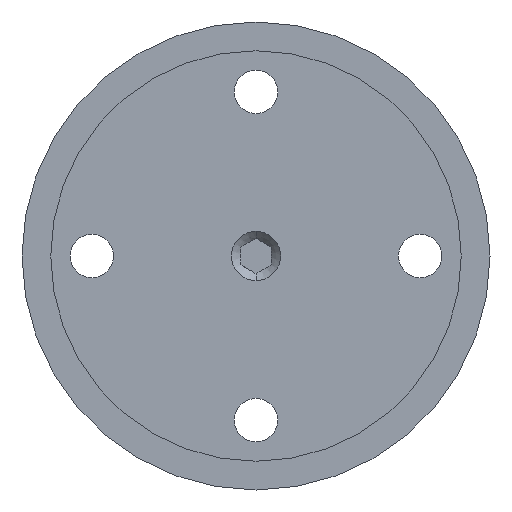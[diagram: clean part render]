
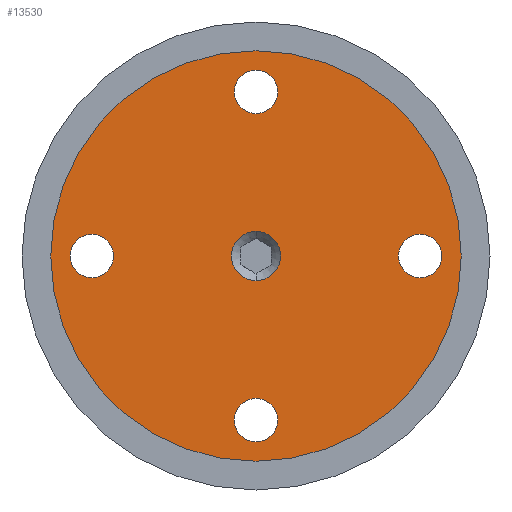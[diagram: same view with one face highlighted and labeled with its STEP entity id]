
A CAD part, front view. The second image highlights one B-rep face of the part: STEP entity #13530.
In plain terms, the highlighted planar face has unit normal (0, -1, 0).
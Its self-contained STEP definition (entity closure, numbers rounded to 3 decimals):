
#324 = ORIENTED_EDGE ( 'NONE', *, *, #13485, .T. ) ;
#327 = ORIENTED_EDGE ( 'NONE', *, *, #13236, .T. ) ;
#603 = ORIENTED_EDGE ( 'NONE', *, *, #13520, .T. ) ;
#608 = ORIENTED_EDGE ( 'NONE', *, *, #13291, .T. ) ;
#610 = ORIENTED_EDGE ( 'NONE', *, *, #13488, .T. ) ;
#611 = ORIENTED_EDGE ( 'NONE', *, *, #13333, .T. ) ;
#613 = EDGE_LOOP ( 'NONE', ( #700, #324 ) ) ;
#619 = ORIENTED_EDGE ( 'NONE', *, *, #13519, .T. ) ;
#621 = ORIENTED_EDGE ( 'NONE', *, *, #13516, .T. ) ;
#625 = ORIENTED_EDGE ( 'NONE', *, *, #13344, .T. ) ;
#700 = ORIENTED_EDGE ( 'NONE', *, *, #13506, .T. ) ;
#714 = EDGE_LOOP ( 'NONE', ( #621, #718 ) ) ;
#716 = ORIENTED_EDGE ( 'NONE', *, *, #13315, .T. ) ;
#718 = ORIENTED_EDGE ( 'NONE', *, *, #13448, .T. ) ;
#1373 = VERTEX_POINT ( 'NONE', #3202 ) ;
#1476 = VERTEX_POINT ( 'NONE', #3266 ) ;
#3042 = EDGE_LOOP ( 'NONE', ( #625, #716 ) ) ;
#3053 = EDGE_LOOP ( 'NONE', ( #603, #610 ) ) ;
#3104 = EDGE_LOOP ( 'NONE', ( #611, #327 ) ) ;
#3202 = CARTESIAN_POINT ( 'NONE',  ( -19.26, -101.557, 26.733 ) ) ;
#3266 = CARTESIAN_POINT ( 'NONE',  ( -19.26, -101.557, 8.508 ) ) ;
#3715 = VERTEX_POINT ( 'NONE', #4402 ) ;
#3727 = VERTEX_POINT ( 'NONE', #4408 ) ;
#3746 = VERTEX_POINT ( 'NONE', #4421 ) ;
#3810 = VERTEX_POINT ( 'NONE', #4457 ) ;
#4026 = VERTEX_POINT ( 'NONE', #4594 ) ;
#4048 = VERTEX_POINT ( 'NONE', #4616 ) ;
#4101 = VERTEX_POINT ( 'NONE', #4669 ) ;
#4103 = VERTEX_POINT ( 'NONE', #4671 ) ;
#4185 = VERTEX_POINT ( 'NONE', #4753 ) ;
#4188 = VERTEX_POINT ( 'NONE', #4756 ) ;
#4402 = CARTESIAN_POINT ( 'NONE',  ( 6.14, -101.557, 1.333 ) ) ;
#4408 = CARTESIAN_POINT ( 'NONE',  ( -44.66, -101.557, 8.064 ) ) ;
#4421 = CARTESIAN_POINT ( 'NONE',  ( -19.26, -101.557, 33.464 ) ) ;
#4457 = CARTESIAN_POINT ( 'NONE',  ( -19.26, -101.557, -27.052 ) ) ;
#4594 = CARTESIAN_POINT ( 'NONE',  ( -19.26, -101.557, 36.448 ) ) ;
#4616 = CARTESIAN_POINT ( 'NONE',  ( -44.66, -101.557, 1.333 ) ) ;
#4669 = CARTESIAN_POINT ( 'NONE',  ( 6.14, -101.557, 8.064 ) ) ;
#4671 = CARTESIAN_POINT ( 'NONE',  ( -19.26, -101.557, -17.336 ) ) ;
#4753 = CARTESIAN_POINT ( 'NONE',  ( -19.26, -101.557, -24.067 ) ) ;
#4756 = CARTESIAN_POINT ( 'NONE',  ( -19.26, -101.557, 0.888 ) ) ;
#8899 = AXIS2_PLACEMENT_3D ( 'NONE', #9718, #9719, #9720 ) ;
#9008 = AXIS2_PLACEMENT_3D ( 'NONE', #9930, #9937, #9938 ) ;
#9130 = AXIS2_PLACEMENT_3D ( 'NONE', #10037, #10038, #10039 ) ;
#9151 = AXIS2_PLACEMENT_3D ( 'NONE', #10147, #10151, #10152 ) ;
#9163 = AXIS2_PLACEMENT_3D ( 'NONE', #10188, #10192, #10193 ) ;
#9303 = AXIS2_PLACEMENT_3D ( 'NONE', #10687, #10691, #10692 ) ;
#9354 = AXIS2_PLACEMENT_3D ( 'NONE', #10971, #10972, #10973 ) ;
#9362 = AXIS2_PLACEMENT_3D ( 'NONE', #10974, #10981, #10982 ) ;
#9381 = AXIS2_PLACEMENT_3D ( 'NONE', #11139, #11140, #11141 ) ;
#9390 = AXIS2_PLACEMENT_3D ( 'NONE', #11197, #11198, #11199 ) ;
#9396 = AXIS2_PLACEMENT_3D ( 'NONE', #11185, #11186, #11187 ) ;
#9398 = AXIS2_PLACEMENT_3D ( 'NONE', #11194, #11195, #11196 ) ;
#9401 = AXIS2_PLACEMENT_3D ( 'NONE', #11239, #11240, #11241 ) ;
#9409 = FACE_BOUND ( 'NONE', #3053, .T. ) ;
#9413 = FACE_BOUND ( 'NONE', #12165, .T. ) ;
#9414 = FACE_OUTER_BOUND ( 'NONE', #3042, .T. ) ;
#9416 = FACE_BOUND ( 'NONE', #714, .T. ) ;
#9417 = FACE_BOUND ( 'NONE', #613, .T. ) ;
#9419 = FACE_BOUND ( 'NONE', #3104, .T. ) ;
#9718 = CARTESIAN_POINT ( 'NONE',  ( -19.26, -101.557, 4.698 ) ) ;
#9719 = DIRECTION ( 'NONE',  ( 0., 1., 0. ) ) ;
#9720 = DIRECTION ( 'NONE',  ( 0., 0., 1. ) ) ;
#9930 = CARTESIAN_POINT ( 'NONE',  ( 6.14, -101.557, 4.698 ) ) ;
#9937 = DIRECTION ( 'NONE',  ( 0., 1., 0. ) ) ;
#9938 = DIRECTION ( 'NONE',  ( 0., 0., -1. ) ) ;
#10037 = CARTESIAN_POINT ( 'NONE',  ( -19.26, -101.557, 4.698 ) ) ;
#10038 = DIRECTION ( 'NONE',  ( 0., -1., 0. ) ) ;
#10039 = DIRECTION ( 'NONE',  ( 0., 0., -1. ) ) ;
#10147 = CARTESIAN_POINT ( 'NONE',  ( -19.26, -101.557, 4.698 ) ) ;
#10151 = DIRECTION ( 'NONE',  ( 0., 1., 0. ) ) ;
#10152 = DIRECTION ( 'NONE',  ( 0., 0., 1. ) ) ;
#10188 = CARTESIAN_POINT ( 'NONE',  ( -19.26, -101.557, 4.698 ) ) ;
#10192 = DIRECTION ( 'NONE',  ( 0., -1., 0. ) ) ;
#10193 = DIRECTION ( 'NONE',  ( 0., 0., -1. ) ) ;
#10687 = CARTESIAN_POINT ( 'NONE',  ( -19.26, -101.557, -20.702 ) ) ;
#10691 = DIRECTION ( 'NONE',  ( 0., 1., 0. ) ) ;
#10692 = DIRECTION ( 'NONE',  ( 0., 0., -1. ) ) ;
#10971 = CARTESIAN_POINT ( 'NONE',  ( -44.66, -101.557, 4.698 ) ) ;
#10972 = DIRECTION ( 'NONE',  ( 0., 1., 0. ) ) ;
#10973 = DIRECTION ( 'NONE',  ( 0., 0., -1. ) ) ;
#10974 = CARTESIAN_POINT ( 'NONE',  ( -19.26, -101.557, 30.098 ) ) ;
#10981 = DIRECTION ( 'NONE',  ( 0., 1., 0. ) ) ;
#10982 = DIRECTION ( 'NONE',  ( 0., 0., -1. ) ) ;
#11139 = CARTESIAN_POINT ( 'NONE',  ( -44.66, -101.557, 4.698 ) ) ;
#11140 = DIRECTION ( 'NONE',  ( 0., 1., 0. ) ) ;
#11141 = DIRECTION ( 'NONE',  ( 0., 0., -1. ) ) ;
#11185 = CARTESIAN_POINT ( 'NONE',  ( -19.26, -101.557, -20.702 ) ) ;
#11186 = DIRECTION ( 'NONE',  ( 0., 1., 0. ) ) ;
#11187 = DIRECTION ( 'NONE',  ( 0., 0., -1. ) ) ;
#11194 = CARTESIAN_POINT ( 'NONE',  ( 6.14, -101.557, 4.698 ) ) ;
#11195 = DIRECTION ( 'NONE',  ( 0., 1., 0. ) ) ;
#11196 = DIRECTION ( 'NONE',  ( 0., 0., -1. ) ) ;
#11197 = CARTESIAN_POINT ( 'NONE',  ( -19.26, -101.557, 30.098 ) ) ;
#11198 = DIRECTION ( 'NONE',  ( 0., 1., 0. ) ) ;
#11199 = DIRECTION ( 'NONE',  ( 0., 0., -1. ) ) ;
#11235 = PLANE ( 'NONE',  #9401 ) ;
#11239 = CARTESIAN_POINT ( 'NONE',  ( -19.26, -101.557, 4.698 ) ) ;
#11240 = DIRECTION ( 'NONE',  ( 0., -1., 0. ) ) ;
#11241 = DIRECTION ( 'NONE',  ( 0., 0., -1. ) ) ;
#12165 = EDGE_LOOP ( 'NONE', ( #619, #608 ) ) ;
#12946 = CIRCLE ( 'NONE', #9362, 3.366 ) ;
#12964 = CIRCLE ( 'NONE', #9398, 3.365 ) ;
#12965 = CIRCLE ( 'NONE', #9008, 3.365 ) ;
#12969 = CIRCLE ( 'NONE', #8899, 3.81 ) ;
#13008 = CIRCLE ( 'NONE', #9130, 31.75 ) ;
#13039 = CIRCLE ( 'NONE', #9163, 31.75 ) ;
#13053 = CIRCLE ( 'NONE', #9390, 3.366 ) ;
#13067 = CIRCLE ( 'NONE', #9381, 3.365 ) ;
#13075 = CIRCLE ( 'NONE', #9354, 3.365 ) ;
#13134 = CIRCLE ( 'NONE', #9151, 3.81 ) ;
#13136 = CIRCLE ( 'NONE', #9303, 3.366 ) ;
#13140 = CIRCLE ( 'NONE', #9396, 3.366 ) ;
#13236 = EDGE_CURVE ( 'NONE', #1476, #4188, #12969, .T. ) ;
#13291 = EDGE_CURVE ( 'NONE', #3715, #4101, #12965, .T. ) ;
#13315 = EDGE_CURVE ( 'NONE', #4026, #3810, #13008, .T. ) ;
#13333 = EDGE_CURVE ( 'NONE', #4188, #1476, #13134, .T. ) ;
#13344 = EDGE_CURVE ( 'NONE', #3810, #4026, #13039, .T. ) ;
#13448 = EDGE_CURVE ( 'NONE', #4185, #4103, #13136, .T. ) ;
#13485 = EDGE_CURVE ( 'NONE', #4048, #3727, #13075, .T. ) ;
#13488 = EDGE_CURVE ( 'NONE', #1373, #3746, #12946, .T. ) ;
#13506 = EDGE_CURVE ( 'NONE', #3727, #4048, #13067, .T. ) ;
#13516 = EDGE_CURVE ( 'NONE', #4103, #4185, #13140, .T. ) ;
#13519 = EDGE_CURVE ( 'NONE', #4101, #3715, #12964, .T. ) ;
#13520 = EDGE_CURVE ( 'NONE', #3746, #1373, #13053, .T. ) ;
#13530 = ADVANCED_FACE ( 'NONE', ( #9409, #9413, #9414, #9416, #9417, #9419 ), #11235, .T. ) ;
